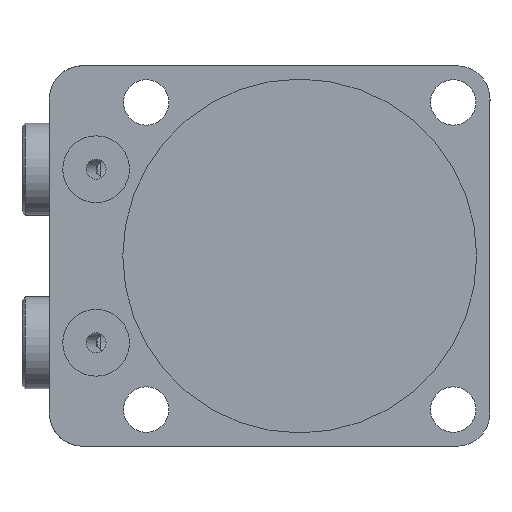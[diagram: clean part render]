
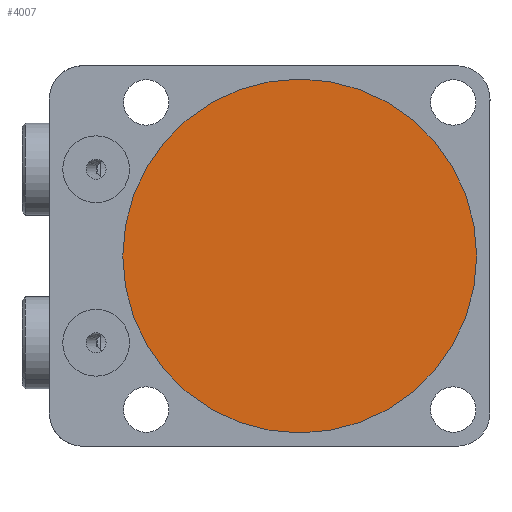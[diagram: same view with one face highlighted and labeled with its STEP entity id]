
A CAD part, front view. The second image highlights one B-rep face of the part: STEP entity #4007.
In plain terms, the highlighted planar face has unit normal (0, -1, 0).
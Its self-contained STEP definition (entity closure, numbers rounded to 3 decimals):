
#251 = CIRCLE ( 'NONE', #4510, 26.5 ) ;
#261 = CARTESIAN_POINT ( 'NONE',  ( 289.992, -2.702, 0. ) ) ;
#630 = DIRECTION ( 'NONE',  ( 0., 0., -1. ) ) ;
#967 = DIRECTION ( 'NONE',  ( 0., 0., 1. ) ) ;
#1237 = VERTEX_POINT ( 'NONE', #7638 ) ;
#1661 = ORIENTED_EDGE ( 'NONE', *, *, #4456, .F. ) ;
#1664 = CARTESIAN_POINT ( 'NONE',  ( 289.992, -2.702, 0. ) ) ;
#1691 = FACE_OUTER_BOUND ( 'NONE', #3743, .T. ) ;
#2374 = DIRECTION ( 'NONE',  ( 0., 0., 1. ) ) ;
#2798 = VERTEX_POINT ( 'NONE', #7322 ) ;
#3122 = EDGE_CURVE ( 'NONE', #1237, #2798, #251, .T. ) ;
#3743 = EDGE_LOOP ( 'NONE', ( #1661, #8160 ) ) ;
#4007 = ADVANCED_FACE ( 'NONE', ( #1691 ), #6932, .T. ) ;
#4415 = AXIS2_PLACEMENT_3D ( 'NONE', #5485, #4841, #630 ) ;
#4456 = EDGE_CURVE ( 'NONE', #2798, #1237, #8813, .T. ) ;
#4510 = AXIS2_PLACEMENT_3D ( 'NONE', #261, #5187, #967 ) ;
#4841 = DIRECTION ( 'NONE',  ( 0., -1., 0. ) ) ;
#5187 = DIRECTION ( 'NONE',  ( 0., 1., 0. ) ) ;
#5485 = CARTESIAN_POINT ( 'NONE',  ( 316.492, -2.702, 0. ) ) ;
#6590 = DIRECTION ( 'NONE',  ( 0., 1., 0. ) ) ;
#6932 = PLANE ( 'NONE',  #4415 ) ;
#7322 = CARTESIAN_POINT ( 'NONE',  ( 289.992, -2.702, 26.5 ) ) ;
#7638 = CARTESIAN_POINT ( 'NONE',  ( 289.992, -2.702, -26.5 ) ) ;
#8160 = ORIENTED_EDGE ( 'NONE', *, *, #3122, .F. ) ;
#8465 = AXIS2_PLACEMENT_3D ( 'NONE', #1664, #6590, #2374 ) ;
#8813 = CIRCLE ( 'NONE', #8465, 26.5 ) ;
